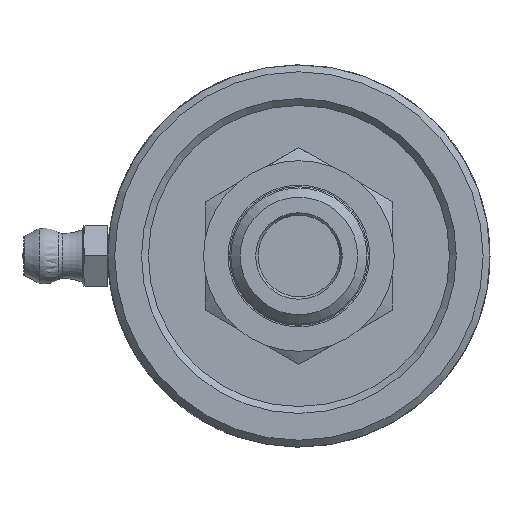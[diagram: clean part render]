
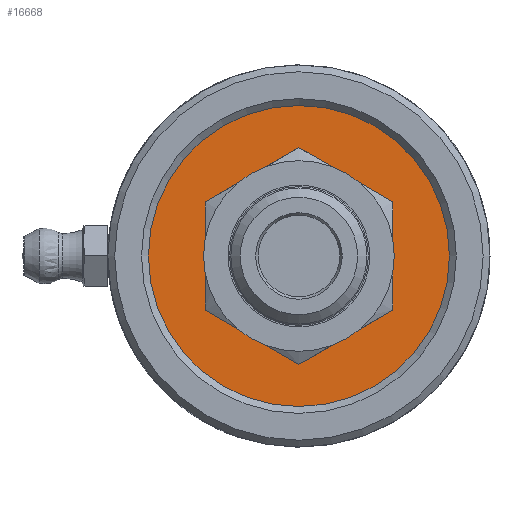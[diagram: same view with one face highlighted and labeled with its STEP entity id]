
A CAD part, left-side view. The second image highlights one B-rep face of the part: STEP entity #16668.
In plain terms, the highlighted planar face has unit normal (-1, 0, 0).
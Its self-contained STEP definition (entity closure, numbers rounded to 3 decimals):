
#392=PLANE('',#17706);
#928=FACE_BOUND('',#2762,.T.);
#1735=FACE_OUTER_BOUND('',#2761,.T.);
#2761=EDGE_LOOP('',(#14839));
#2762=EDGE_LOOP('',(#14840));
#4184=CIRCLE('',#17707,17.525);
#4185=CIRCLE('',#17708,9.575);
#7903=VERTEX_POINT('',#77581);
#7904=VERTEX_POINT('',#77583);
#10248=EDGE_CURVE('',#7903,#7903,#4184,.T.);
#10249=EDGE_CURVE('',#7904,#7904,#4185,.T.);
#14839=ORIENTED_EDGE('',*,*,#10248,.F.);
#14840=ORIENTED_EDGE('',*,*,#10249,.F.);
#16668=ADVANCED_FACE('',(#1735,#928),#392,.F.);
#17706=AXIS2_PLACEMENT_3D('',#77580,#20671,#20672);
#17707=AXIS2_PLACEMENT_3D('',#77582,#20673,#20674);
#17708=AXIS2_PLACEMENT_3D('',#77584,#20675,#20676);
#20671=DIRECTION('center_axis',(1.,0.,0.));
#20672=DIRECTION('ref_axis',(0.,0.,-1.));
#20673=DIRECTION('center_axis',(1.,0.,0.));
#20674=DIRECTION('ref_axis',(0.,1.,0.));
#20675=DIRECTION('center_axis',(-1.,0.,0.));
#20676=DIRECTION('ref_axis',(0.,1.,0.));
#77580=CARTESIAN_POINT('Origin',(2.49,-1.357,0.));
#77581=CARTESIAN_POINT('',(2.49,-17.525,0.));
#77582=CARTESIAN_POINT('Origin',(2.49,0.,0.));
#77583=CARTESIAN_POINT('',(2.49,-9.575,0.));
#77584=CARTESIAN_POINT('Origin',(2.49,0.,0.));
